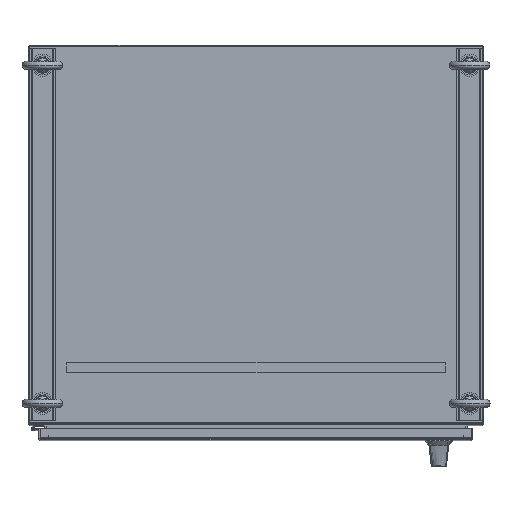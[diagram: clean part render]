
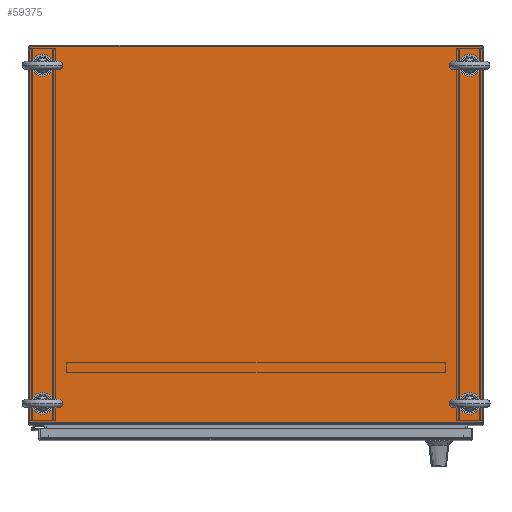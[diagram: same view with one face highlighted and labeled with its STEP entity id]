
A CAD part, top view. The second image highlights one B-rep face of the part: STEP entity #59375.
In plain terms, the highlighted planar face has unit normal (0, 0, 1).
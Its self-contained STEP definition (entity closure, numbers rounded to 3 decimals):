
#1201 = DIRECTION ( 'NONE',  ( -1., 0., 0. ) ) ;
#2035 = AXIS2_PLACEMENT_3D ( 'NONE', #58309, #69961, #17424 ) ;
#2446 = ORIENTED_EDGE ( 'NONE', *, *, #30693, .T. ) ;
#3854 = EDGE_CURVE ( 'NONE', #10388, #16232, #42802, .T. ) ;
#5381 = DIRECTION ( 'NONE',  ( 0., 0., -1. ) ) ;
#5772 = CIRCLE ( 'NONE', #33096, 0.375 ) ;
#5780 = DIRECTION ( 'NONE',  ( 1., 0., 0. ) ) ;
#7200 = ORIENTED_EDGE ( 'NONE', *, *, #63113, .T. ) ;
#7758 = LINE ( 'NONE', #35101, #32618 ) ;
#7830 = FACE_OUTER_BOUND ( 'NONE', #64174, .T. ) ;
#9330 = PLANE ( 'NONE',  #9989 ) ;
#9989 = AXIS2_PLACEMENT_3D ( 'NONE', #20983, #22154, #45098 ) ;
#10172 = DIRECTION ( 'NONE',  ( 1., 0., 0. ) ) ;
#10388 = VERTEX_POINT ( 'NONE', #48695 ) ;
#10761 = CARTESIAN_POINT ( 'NONE',  ( -0.935, 12., 72.06 ) ) ;
#10888 = ORIENTED_EDGE ( 'NONE', *, *, #54402, .T. ) ;
#12798 = CARTESIAN_POINT ( 'NONE',  ( -36.805, -17.857, 72.06 ) ) ;
#13115 = VECTOR ( 'NONE', #10172, 39.37 ) ;
#13354 = AXIS2_PLACEMENT_3D ( 'NONE', #20500, #43109, #37272 ) ;
#14650 = VERTEX_POINT ( 'NONE', #28084 ) ;
#16232 = VERTEX_POINT ( 'NONE', #12798 ) ;
#16840 = DIRECTION ( 'NONE',  ( 0., 0., -1. ) ) ;
#17424 = DIRECTION ( 'NONE',  ( 1., 0., 0. ) ) ;
#17833 = CARTESIAN_POINT ( 'NONE',  ( -35.805, 10.469, 72.06 ) ) ;
#18610 = ORIENTED_EDGE ( 'NONE', *, *, #47515, .F. ) ;
#19102 = CIRCLE ( 'NONE', #21566, 0.375 ) ;
#20348 = ORIENTED_EDGE ( 'NONE', *, *, #50931, .T. ) ;
#20435 = ORIENTED_EDGE ( 'NONE', *, *, #3854, .F. ) ;
#20500 = CARTESIAN_POINT ( 'NONE',  ( -1.935, -16.343, 72.06 ) ) ;
#20983 = CARTESIAN_POINT ( 'NONE',  ( -36.805, 12., 72.06 ) ) ;
#20985 = CIRCLE ( 'NONE', #55800, 0.375 ) ;
#21505 = VERTEX_POINT ( 'NONE', #72269 ) ;
#21548 = VECTOR ( 'NONE', #74448, 39.37 ) ;
#21566 = AXIS2_PLACEMENT_3D ( 'NONE', #17833, #5381, #5780 ) ;
#22046 = DIRECTION ( 'NONE',  ( 0., 0., -1. ) ) ;
#22154 = DIRECTION ( 'NONE',  ( 0., 0., -1. ) ) ;
#22210 = DIRECTION ( 'NONE',  ( 0., 0., -1. ) ) ;
#23064 = ORIENTED_EDGE ( 'NONE', *, *, #65649, .F. ) ;
#23862 = EDGE_LOOP ( 'NONE', ( #2446, #34106 ) ) ;
#24451 = CARTESIAN_POINT ( 'NONE',  ( -36.18, 10.469, 72.06 ) ) ;
#25189 = VERTEX_POINT ( 'NONE', #49094 ) ;
#25247 = VERTEX_POINT ( 'NONE', #70026 ) ;
#26511 = EDGE_LOOP ( 'NONE', ( #49069, #33660 ) ) ;
#26620 = VERTEX_POINT ( 'NONE', #24451 ) ;
#26861 = FACE_BOUND ( 'NONE', #44429, .T. ) ;
#27311 = LINE ( 'NONE', #45174, #13115 ) ;
#27618 = FACE_BOUND ( 'NONE', #26511, .T. ) ;
#27670 = DIRECTION ( 'NONE',  ( 1., 0., 0. ) ) ;
#28084 = CARTESIAN_POINT ( 'NONE',  ( -2.31, -16.343, 72.06 ) ) ;
#28142 = ORIENTED_EDGE ( 'NONE', *, *, #33437, .F. ) ;
#29698 = DIRECTION ( 'NONE',  ( 1., 0., 0. ) ) ;
#30479 = AXIS2_PLACEMENT_3D ( 'NONE', #36790, #60916, #55068 ) ;
#30693 = EDGE_CURVE ( 'NONE', #21505, #26620, #19102, .T. ) ;
#32618 = VECTOR ( 'NONE', #58852, 39.37 ) ;
#33096 = AXIS2_PLACEMENT_3D ( 'NONE', #49430, #48292, #43204 ) ;
#33437 = EDGE_CURVE ( 'NONE', #25247, #55309, #27311, .T. ) ;
#33660 = ORIENTED_EDGE ( 'NONE', *, *, #69883, .T. ) ;
#34106 = ORIENTED_EDGE ( 'NONE', *, *, #73257, .T. ) ;
#34344 = EDGE_LOOP ( 'NONE', ( #10888, #20348 ) ) ;
#35101 = CARTESIAN_POINT ( 'NONE',  ( -0.935, -18., 72.06 ) ) ;
#36790 = CARTESIAN_POINT ( 'NONE',  ( -35.805, -16.343, 72.06 ) ) ;
#37272 = DIRECTION ( 'NONE',  ( 1., 0., 0. ) ) ;
#39924 = VECTOR ( 'NONE', #1201, 39.37 ) ;
#40655 = CIRCLE ( 'NONE', #13354, 0.375 ) ;
#41667 = CARTESIAN_POINT ( 'NONE',  ( -1.56, -16.343, 72.06 ) ) ;
#42802 = LINE ( 'NONE', #61107, #39924 ) ;
#43109 = DIRECTION ( 'NONE',  ( 0., 0., -1. ) ) ;
#43204 = DIRECTION ( 'NONE',  ( 1., 0., 0. ) ) ;
#44429 = EDGE_LOOP ( 'NONE', ( #7200, #58652 ) ) ;
#44959 = CARTESIAN_POINT ( 'NONE',  ( -2.31, 10.469, 72.06 ) ) ;
#45098 = DIRECTION ( 'NONE',  ( -1., 0., 0. ) ) ;
#45174 = CARTESIAN_POINT ( 'NONE',  ( -0.935, 12., 72.06 ) ) ;
#46301 = CARTESIAN_POINT ( 'NONE',  ( -1.935, -16.343, 72.06 ) ) ;
#47515 = EDGE_CURVE ( 'NONE', #55309, #10388, #7758, .T. ) ;
#47777 = CARTESIAN_POINT ( 'NONE',  ( -36.18, -16.343, 72.06 ) ) ;
#48292 = DIRECTION ( 'NONE',  ( 0., 0., -1. ) ) ;
#48695 = CARTESIAN_POINT ( 'NONE',  ( -0.935, -17.857, 72.06 ) ) ;
#49069 = ORIENTED_EDGE ( 'NONE', *, *, #74828, .T. ) ;
#49094 = CARTESIAN_POINT ( 'NONE',  ( -1.56, 10.469, 72.06 ) ) ;
#49430 = CARTESIAN_POINT ( 'NONE',  ( -35.805, -16.343, 72.06 ) ) ;
#49736 = CARTESIAN_POINT ( 'NONE',  ( -35.43, -16.343, 72.06 ) ) ;
#50931 = EDGE_CURVE ( 'NONE', #68692, #59781, #70208, .T. ) ;
#51488 = CARTESIAN_POINT ( 'NONE',  ( -1.935, 10.469, 72.06 ) ) ;
#54402 = EDGE_CURVE ( 'NONE', #59781, #68692, #5772, .T. ) ;
#55050 = CARTESIAN_POINT ( 'NONE',  ( -36.805, 12., 72.06 ) ) ;
#55068 = DIRECTION ( 'NONE',  ( 1., 0., 0. ) ) ;
#55309 = VERTEX_POINT ( 'NONE', #10761 ) ;
#55800 = AXIS2_PLACEMENT_3D ( 'NONE', #46301, #22210, #27670 ) ;
#57567 = FACE_BOUND ( 'NONE', #23862, .T. ) ;
#58309 = CARTESIAN_POINT ( 'NONE',  ( -1.935, 10.469, 72.06 ) ) ;
#58652 = ORIENTED_EDGE ( 'NONE', *, *, #68664, .T. ) ;
#58852 = DIRECTION ( 'NONE',  ( 0., -1., 0. ) ) ;
#59191 = CIRCLE ( 'NONE', #2035, 0.375 ) ;
#59375 = ADVANCED_FACE ( 'NONE', ( #7830, #26861, #57567, #27618, #68854 ), #9330, .F. ) ;
#59781 = VERTEX_POINT ( 'NONE', #49736 ) ;
#60692 = CIRCLE ( 'NONE', #70593, 0.375 ) ;
#60900 = LINE ( 'NONE', #55050, #21548 ) ;
#60916 = DIRECTION ( 'NONE',  ( 0., 0., -1. ) ) ;
#61107 = CARTESIAN_POINT ( 'NONE',  ( -36.805, -17.857, 72.06 ) ) ;
#62458 = AXIS2_PLACEMENT_3D ( 'NONE', #51488, #16840, #29698 ) ;
#62617 = VERTEX_POINT ( 'NONE', #44959 ) ;
#63113 = EDGE_CURVE ( 'NONE', #25189, #62617, #69943, .T. ) ;
#64174 = EDGE_LOOP ( 'NONE', ( #20435, #18610, #28142, #23064 ) ) ;
#64375 = VERTEX_POINT ( 'NONE', #41667 ) ;
#65649 = EDGE_CURVE ( 'NONE', #16232, #25247, #60900, .T. ) ;
#68664 = EDGE_CURVE ( 'NONE', #62617, #25189, #59191, .T. ) ;
#68692 = VERTEX_POINT ( 'NONE', #47777 ) ;
#68854 = FACE_BOUND ( 'NONE', #34344, .T. ) ;
#69509 = DIRECTION ( 'NONE',  ( 1., 0., 0. ) ) ;
#69883 = EDGE_CURVE ( 'NONE', #14650, #64375, #40655, .T. ) ;
#69943 = CIRCLE ( 'NONE', #62458, 0.375 ) ;
#69961 = DIRECTION ( 'NONE',  ( 0., 0., -1. ) ) ;
#70026 = CARTESIAN_POINT ( 'NONE',  ( -36.805, 12., 72.06 ) ) ;
#70208 = CIRCLE ( 'NONE', #30479, 0.375 ) ;
#70593 = AXIS2_PLACEMENT_3D ( 'NONE', #75370, #22046, #69509 ) ;
#72269 = CARTESIAN_POINT ( 'NONE',  ( -35.43, 10.469, 72.06 ) ) ;
#73257 = EDGE_CURVE ( 'NONE', #26620, #21505, #60692, .T. ) ;
#74448 = DIRECTION ( 'NONE',  ( 0., 1., 0. ) ) ;
#74828 = EDGE_CURVE ( 'NONE', #64375, #14650, #20985, .T. ) ;
#75370 = CARTESIAN_POINT ( 'NONE',  ( -35.805, 10.469, 72.06 ) ) ;
